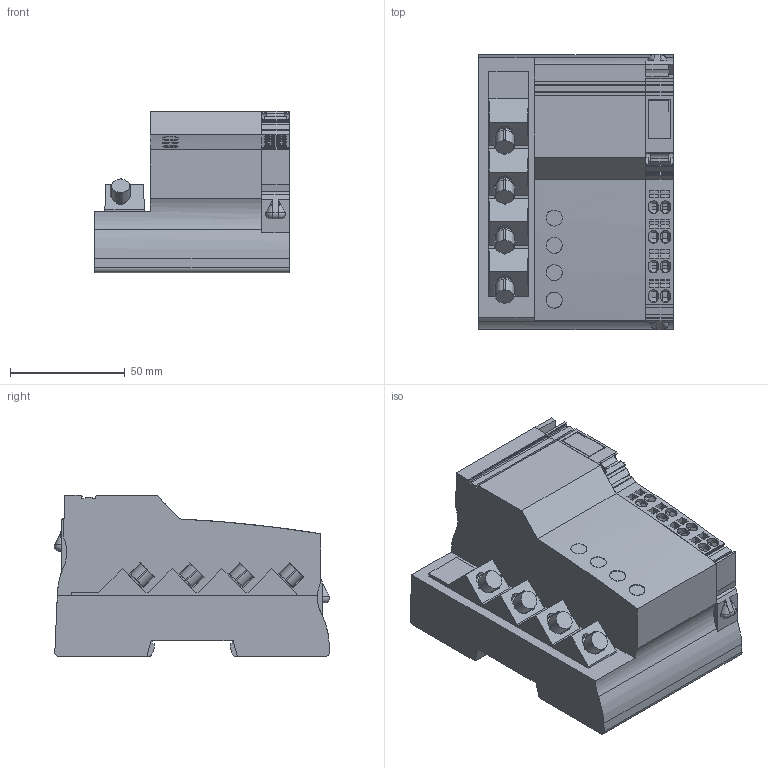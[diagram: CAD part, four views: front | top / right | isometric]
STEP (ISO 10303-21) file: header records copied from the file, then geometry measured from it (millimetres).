
FILE_DESCRIPTION(('Creo Elements/Direct Modeling STEP Export'),'2;1');
FILE_NAME('model.stp','2019-06-19T 3:46:04',(''),(''),'Creo Elements/Direct Modeling STEP processor for AP214 (Solid Model)','Creo Elements/Direct Modeling 20.1A 29-Sep-2018 (C) Parametric Technology GmbH','');
FILE_SCHEMA(('AUTOMOTIVE_DESIGN { 1 0 10303 214 1 1 1 1 }'));
Length unit declared in the file: millimetre
Products named in the file (4): L_L_LWL_GY_HKS_91K_AUSSEN-select; IBS_IL_24_BK_LK_45-select; L_L_ST_GN_6021-select; IBS_IL_24_BK_LK_45_PAC-select
Assembly tree (3 placements, depth 2):
  IBS_IL_24_BK_LK_45_PAC-select
    L_L_ST_GN_6021-select
    IBS_IL_24_BK_LK_45-select
    L_L_LWL_GY_HKS_91K_AUSSEN-select
Bounding box: 85.05 x 120.1 x 70.4 mm (x, y, z)
Volume: 495833.4 mm3; surface area: 60825 mm2
Topology: 3 solids, 3 shells, 750 faces, 1989 edges, 1312 vertices
Faces by surface type: plane 593, cylinder 121, cone 32, torus 4
Entity records: 33310 total; most frequent: CARTESIAN_POINT 8678, ORIENTED_EDGE 3970, DIRECTION 3592, EDGE_CURVE 1985, VECTOR 1620, LINE 1620, VERTEX_POINT 1312, AXIS2_PLACEMENT_3D 986
